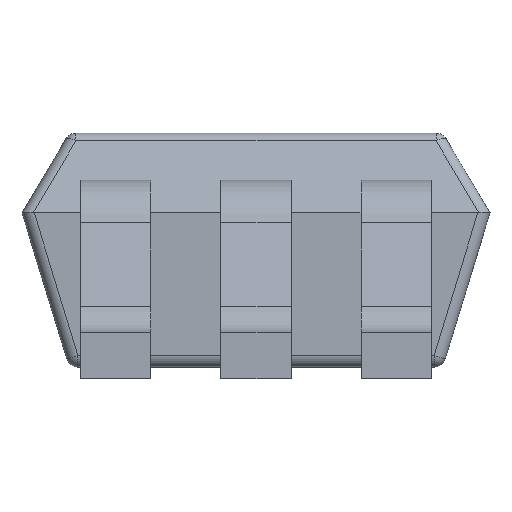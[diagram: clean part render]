
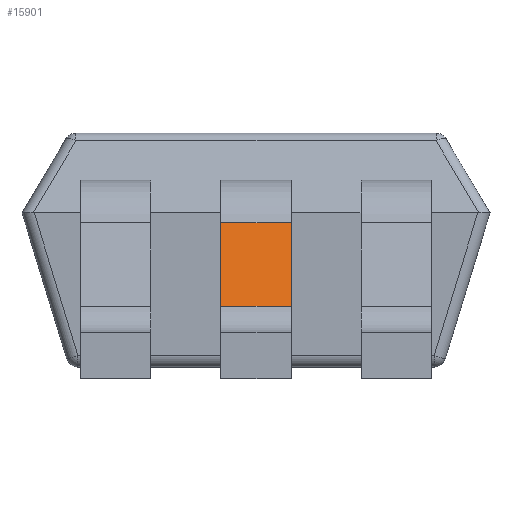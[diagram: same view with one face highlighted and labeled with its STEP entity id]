
A CAD part, left-side view. The second image highlights one B-rep face of the part: STEP entity #15901.
In plain terms, the highlighted planar face has unit normal (-0.963, 0, 0.27).
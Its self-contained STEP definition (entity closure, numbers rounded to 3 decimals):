
#6968 = PLANE('',#6969);
#6969 = AXIS2_PLACEMENT_3D('',#6970,#6971,#6972);
#6970 = CARTESIAN_POINT('',(0.15,0.15,0.849
    ));
#6971 = DIRECTION('',(0.,-1.,0.));
#6972 = DIRECTION('',(0.,0.,-1.));
#7024 = PLANE('',#7025);
#7025 = AXIS2_PLACEMENT_3D('',#7026,#7027,#7028);
#7026 = CARTESIAN_POINT('',(0.15,-0.15,
    0.849));
#7027 = DIRECTION('',(0.,1.,0.));
#7028 = DIRECTION('',(0.,0.,1.));
#12773 = VERTEX_POINT('',#12774);
#12774 = CARTESIAN_POINT('',(-0.12,0.15,
    0.309));
#12789 = CYLINDRICAL_SURFACE('',#12790,0.15);
#12790 = AXIS2_PLACEMENT_3D('',#12791,#12792,#12793);
#12791 = CARTESIAN_POINT('',(-0.265,-0.15,
    0.35));
#12792 = DIRECTION('',(0.,-1.,0.));
#12793 = DIRECTION('',(0.,0.,-1.));
#12823 = EDGE_CURVE('',#12773,#12824,#12826,.T.);
#12824 = VERTEX_POINT('',#12825);
#12825 = CARTESIAN_POINT('',(-0.02,0.15,
    0.667));
#12826 = SURFACE_CURVE('',#12827,(#12831,#12838),.PCURVE_S1.);
#12827 = LINE('',#12828,#12829);
#12828 = CARTESIAN_POINT('',(0.031,0.15,
    0.849));
#12829 = VECTOR('',#12830,1.);
#12830 = DIRECTION('',(0.27,0.,0.963
    ));
#12831 = PCURVE('',#6968,#12832);
#12832 = DEFINITIONAL_REPRESENTATION('',(#12833),#12837);
#12833 = LINE('',#12834,#12835);
#12834 = CARTESIAN_POINT('',(0.,-0.119));
#12835 = VECTOR('',#12836,1.);
#12836 = DIRECTION('',(-0.963,0.27));
#12837 = ( GEOMETRIC_REPRESENTATION_CONTEXT(2) 
PARAMETRIC_REPRESENTATION_CONTEXT() REPRESENTATION_CONTEXT('2D SPACE',''
  ) );
#12838 = PCURVE('',#12839,#12844);
#12839 = PLANE('',#12840);
#12840 = AXIS2_PLACEMENT_3D('',#12841,#12842,#12843);
#12841 = CARTESIAN_POINT('',(0.031,-0.15,
    0.849));
#12842 = DIRECTION('',(-0.963,0.,0.27
    ));
#12843 = DIRECTION('',(-0.27,0.,
    -0.963));
#12844 = DEFINITIONAL_REPRESENTATION('',(#12845),#12849);
#12845 = LINE('',#12846,#12847);
#12846 = CARTESIAN_POINT('',(0.,-0.3));
#12847 = VECTOR('',#12848,1.);
#12848 = DIRECTION('',(-1.,0.));
#12849 = ( GEOMETRIC_REPRESENTATION_CONTEXT(2) 
PARAMETRIC_REPRESENTATION_CONTEXT() REPRESENTATION_CONTEXT('2D SPACE',''
  ) );
#12872 = CYLINDRICAL_SURFACE('',#12873,0.25);
#12873 = AXIS2_PLACEMENT_3D('',#12874,#12875,#12876);
#12874 = CARTESIAN_POINT('',(0.221,-0.15,
    0.599));
#12875 = DIRECTION('',(0.,-1.,0.));
#12876 = DIRECTION('',(0.,0.,-1.));
#13099 = VERTEX_POINT('',#13100);
#13100 = CARTESIAN_POINT('',(-0.02,-0.15,
    0.667));
#13148 = EDGE_CURVE('',#13149,#13099,#13151,.T.);
#13149 = VERTEX_POINT('',#13150);
#13150 = CARTESIAN_POINT('',(-0.12,-0.15,
    0.309));
#13151 = SURFACE_CURVE('',#13152,(#13156,#13163),.PCURVE_S1.);
#13152 = LINE('',#13153,#13154);
#13153 = CARTESIAN_POINT('',(0.031,-0.15,
    0.849));
#13154 = VECTOR('',#13155,1.);
#13155 = DIRECTION('',(0.27,0.,0.963
    ));
#13156 = PCURVE('',#7024,#13157);
#13157 = DEFINITIONAL_REPRESENTATION('',(#13158),#13162);
#13158 = LINE('',#13159,#13160);
#13159 = CARTESIAN_POINT('',(0.,-0.119));
#13160 = VECTOR('',#13161,1.);
#13161 = DIRECTION('',(0.963,0.27));
#13162 = ( GEOMETRIC_REPRESENTATION_CONTEXT(2) 
PARAMETRIC_REPRESENTATION_CONTEXT() REPRESENTATION_CONTEXT('2D SPACE',''
  ) );
#13163 = PCURVE('',#12839,#13164);
#13164 = DEFINITIONAL_REPRESENTATION('',(#13165),#13169);
#13165 = LINE('',#13166,#13167);
#13166 = CARTESIAN_POINT('',(0.,0.));
#13167 = VECTOR('',#13168,1.);
#13168 = DIRECTION('',(-1.,0.));
#13169 = ( GEOMETRIC_REPRESENTATION_CONTEXT(2) 
PARAMETRIC_REPRESENTATION_CONTEXT() REPRESENTATION_CONTEXT('2D SPACE',''
  ) );
#15901 = ADVANCED_FACE('',(#15902),#12839,.T.);
#15902 = FACE_BOUND('',#15903,.T.);
#15903 = EDGE_LOOP('',(#15904,#15905,#15948,#15949));
#15904 = ORIENTED_EDGE('',*,*,#13148,.T.);
#15905 = ORIENTED_EDGE('',*,*,#15906,.T.);
#15906 = EDGE_CURVE('',#13099,#12824,#15907,.T.);
#15907 = SURFACE_CURVE('',#15908,(#15912,#15919),.PCURVE_S1.);
#15908 = LINE('',#15909,#15910);
#15909 = CARTESIAN_POINT('',(-0.02,0.15,
    0.667));
#15910 = VECTOR('',#15911,1.);
#15911 = DIRECTION('',(0.,1.,0.));
#15912 = PCURVE('',#12839,#15913);
#15913 = DEFINITIONAL_REPRESENTATION('',(#15914),#15918);
#15914 = LINE('',#15915,#15916);
#15915 = CARTESIAN_POINT('',(0.189,-0.3));
#15916 = VECTOR('',#15917,1.);
#15917 = DIRECTION('',(0.,-1.));
#15918 = ( GEOMETRIC_REPRESENTATION_CONTEXT(2) 
PARAMETRIC_REPRESENTATION_CONTEXT() REPRESENTATION_CONTEXT('2D SPACE',''
  ) );
#15919 = PCURVE('',#12872,#15920);
#15920 = DEFINITIONAL_REPRESENTATION('',(#15921),#15947);
#15921 = B_SPLINE_CURVE_WITH_KNOTS('',3,(#15922,#15923,#15924,#15925,
    #15926,#15927,#15928,#15929,#15930,#15931,#15932,#15933,#15934,
    #15935,#15936,#15937,#15938,#15939,#15940,#15941,#15942,#15943,
    #15944,#15945,#15946),.UNSPECIFIED.,.F.,.F.,(4,1,1,1,1,1,1,1,1,1,1,1
    ,1,1,1,1,1,1,1,1,1,1,4),(-0.3,-0.286,-0.273,
    -0.259,-0.245,-0.232,-0.218,
    -0.205,-0.191,-0.177,-0.164,
    -0.15,-0.136,-0.123,-0.109,
    -0.095,-0.082,-0.068,
    -0.055,-0.041,-0.027,
    -0.014,0.),.UNSPECIFIED.);
#15922 = CARTESIAN_POINT('',(4.439,0.));
#15923 = CARTESIAN_POINT('',(4.439,-0.005));
#15924 = CARTESIAN_POINT('',(4.439,-0.014));
#15925 = CARTESIAN_POINT('',(4.439,-0.027));
#15926 = CARTESIAN_POINT('',(4.439,-0.041));
#15927 = CARTESIAN_POINT('',(4.439,-0.055));
#15928 = CARTESIAN_POINT('',(4.439,-0.068));
#15929 = CARTESIAN_POINT('',(4.439,-0.082));
#15930 = CARTESIAN_POINT('',(4.439,-0.095));
#15931 = CARTESIAN_POINT('',(4.439,-0.109));
#15932 = CARTESIAN_POINT('',(4.439,-0.123));
#15933 = CARTESIAN_POINT('',(4.439,-0.136));
#15934 = CARTESIAN_POINT('',(4.439,-0.15));
#15935 = CARTESIAN_POINT('',(4.439,-0.164));
#15936 = CARTESIAN_POINT('',(4.439,-0.177));
#15937 = CARTESIAN_POINT('',(4.439,-0.191));
#15938 = CARTESIAN_POINT('',(4.439,-0.205));
#15939 = CARTESIAN_POINT('',(4.439,-0.218));
#15940 = CARTESIAN_POINT('',(4.439,-0.232));
#15941 = CARTESIAN_POINT('',(4.439,-0.245));
#15942 = CARTESIAN_POINT('',(4.439,-0.259));
#15943 = CARTESIAN_POINT('',(4.439,-0.273));
#15944 = CARTESIAN_POINT('',(4.439,-0.286));
#15945 = CARTESIAN_POINT('',(4.439,-0.295));
#15946 = CARTESIAN_POINT('',(4.439,-0.3));
#15947 = ( GEOMETRIC_REPRESENTATION_CONTEXT(2) 
PARAMETRIC_REPRESENTATION_CONTEXT() REPRESENTATION_CONTEXT('2D SPACE',''
  ) );
#15948 = ORIENTED_EDGE('',*,*,#12823,.F.);
#15949 = ORIENTED_EDGE('',*,*,#15950,.T.);
#15950 = EDGE_CURVE('',#12773,#13149,#15951,.T.);
#15951 = SURFACE_CURVE('',#15952,(#15956,#15963),.PCURVE_S1.);
#15952 = LINE('',#15953,#15954);
#15953 = CARTESIAN_POINT('',(-0.12,-0.15,
    0.309));
#15954 = VECTOR('',#15955,1.);
#15955 = DIRECTION('',(0.,-1.,0.));
#15956 = PCURVE('',#12839,#15957);
#15957 = DEFINITIONAL_REPRESENTATION('',(#15958),#15962);
#15958 = LINE('',#15959,#15960);
#15959 = CARTESIAN_POINT('',(0.561,0.));
#15960 = VECTOR('',#15961,1.);
#15961 = DIRECTION('',(0.,1.));
#15962 = ( GEOMETRIC_REPRESENTATION_CONTEXT(2) 
PARAMETRIC_REPRESENTATION_CONTEXT() REPRESENTATION_CONTEXT('2D SPACE',''
  ) );
#15963 = PCURVE('',#12789,#15964);
#15964 = DEFINITIONAL_REPRESENTATION('',(#15965),#15991);
#15965 = B_SPLINE_CURVE_WITH_KNOTS('',3,(#15966,#15967,#15968,#15969,
    #15970,#15971,#15972,#15973,#15974,#15975,#15976,#15977,#15978,
    #15979,#15980,#15981,#15982,#15983,#15984,#15985,#15986,#15987,
    #15988,#15989,#15990),.UNSPECIFIED.,.F.,.F.,(4,1,1,1,1,1,1,1,1,1,1,1
    ,1,1,1,1,1,1,1,1,1,1,4),(-0.3,-0.286,-0.273,
    -0.259,-0.245,-0.232,-0.218,
    -0.205,-0.191,-0.177,-0.164,
    -0.15,-0.136,-0.123,-0.109,
    -0.095,-0.082,-0.068,
    -0.055,-0.041,-0.027,
    -0.014,0.),.UNSPECIFIED.);
#15966 = CARTESIAN_POINT('',(1.297,-0.3));
#15967 = CARTESIAN_POINT('',(1.297,-0.295));
#15968 = CARTESIAN_POINT('',(1.297,-0.286));
#15969 = CARTESIAN_POINT('',(1.297,-0.273));
#15970 = CARTESIAN_POINT('',(1.297,-0.259));
#15971 = CARTESIAN_POINT('',(1.297,-0.245));
#15972 = CARTESIAN_POINT('',(1.297,-0.232));
#15973 = CARTESIAN_POINT('',(1.297,-0.218));
#15974 = CARTESIAN_POINT('',(1.297,-0.205));
#15975 = CARTESIAN_POINT('',(1.297,-0.191));
#15976 = CARTESIAN_POINT('',(1.297,-0.177));
#15977 = CARTESIAN_POINT('',(1.297,-0.164));
#15978 = CARTESIAN_POINT('',(1.297,-0.15));
#15979 = CARTESIAN_POINT('',(1.297,-0.136));
#15980 = CARTESIAN_POINT('',(1.297,-0.123));
#15981 = CARTESIAN_POINT('',(1.297,-0.109));
#15982 = CARTESIAN_POINT('',(1.297,-0.095));
#15983 = CARTESIAN_POINT('',(1.297,-0.082));
#15984 = CARTESIAN_POINT('',(1.297,-0.068));
#15985 = CARTESIAN_POINT('',(1.297,-0.055));
#15986 = CARTESIAN_POINT('',(1.297,-0.041));
#15987 = CARTESIAN_POINT('',(1.297,-0.027));
#15988 = CARTESIAN_POINT('',(1.297,-0.014));
#15989 = CARTESIAN_POINT('',(1.297,-0.005));
#15990 = CARTESIAN_POINT('',(1.297,0.));
#15991 = ( GEOMETRIC_REPRESENTATION_CONTEXT(2) 
PARAMETRIC_REPRESENTATION_CONTEXT() REPRESENTATION_CONTEXT('2D SPACE',''
  ) );
